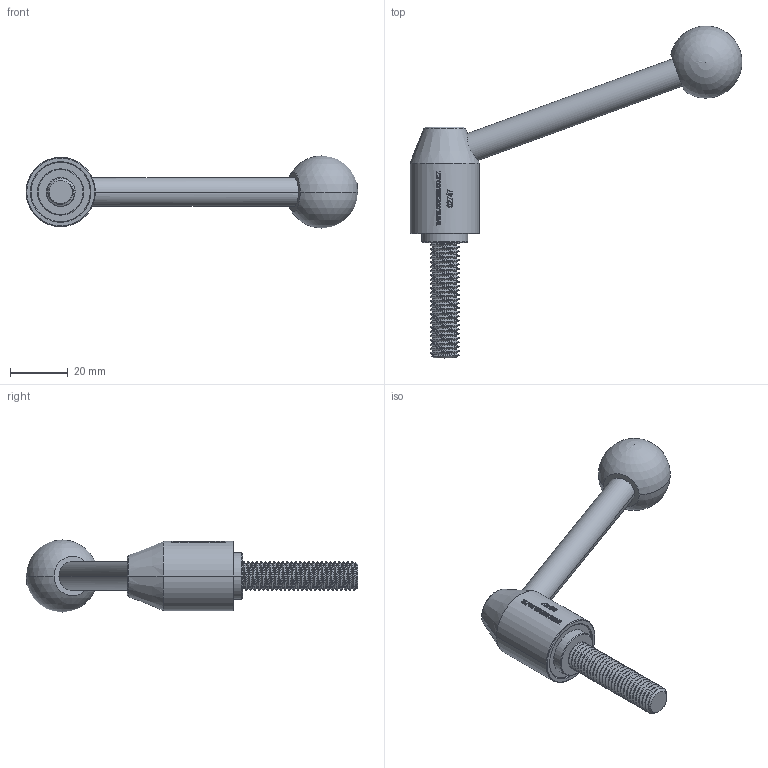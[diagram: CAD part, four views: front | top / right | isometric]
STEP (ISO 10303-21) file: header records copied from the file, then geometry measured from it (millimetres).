
FILE_DESCRIPTION (( 'STEP AP214' ), '1' );
FILE_NAME ('02747-Tension Lever Stainless Steel Ext Thread Stainless Steel 40mm.STEP', '2018-08-08T20:33:43', ( '' ), ( '' ), 'SwSTEP 2.0', 'SolidWorks 2018', '' );
FILE_SCHEMA (( 'AUTOMOTIVE_DESIGN' ));
Length unit declared in the file: millimetre
Products named in the file (1): 02747-Tension Lever Stainless Steel Ext Thread Stainless Steel 40mm
Bounding box: 115 x 115 x 25 mm (x, y, z)
Volume: 31824.7 mm3; surface area: 9490.8 mm2
Topology: 1 solids, 1 shells, 335 faces, 906 edges, 600 vertices
Faces by surface type: bspline 155, cylinder 86, plane 79, cone 13, sphere 2
Entity records: 27100 total; most frequent: CARTESIAN_POINT 20758, ORIENTED_EDGE 1800, EDGE_CURVE 900, B_SPLINE_CURVE_WITH_KNOTS 687, VERTEX_POINT 596, DIRECTION 500, EDGE_LOOP 364, ADVANCED_FACE 335
